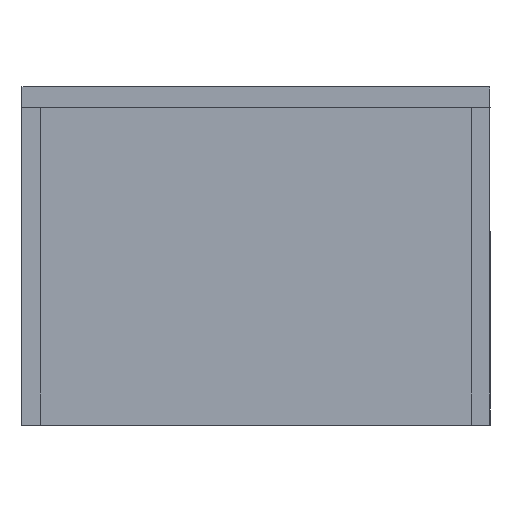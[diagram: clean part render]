
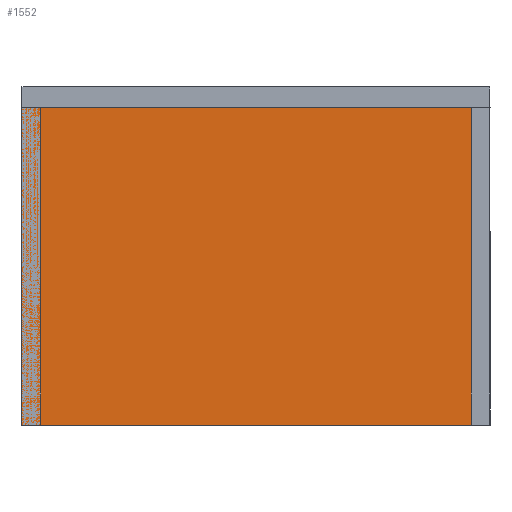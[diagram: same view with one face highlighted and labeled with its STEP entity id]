
A CAD part, left-side view. The second image highlights one B-rep face of the part: STEP entity #1552.
In plain terms, the highlighted planar face has unit normal (-1, 0, 0).
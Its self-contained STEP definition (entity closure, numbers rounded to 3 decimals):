
#179=FACE_OUTER_BOUND('',#288,.T.);
#288=EDGE_LOOP('',(#1245,#1246,#1247,#1248));
#467=LINE('',#2456,#630);
#474=LINE('',#2470,#637);
#475=LINE('',#2472,#638);
#476=LINE('',#2473,#639);
#630=VECTOR('',#1983,10.);
#637=VECTOR('',#1996,10.);
#638=VECTOR('',#1997,10.);
#639=VECTOR('',#1998,10.);
#759=VERTEX_POINT('',#2453);
#760=VERTEX_POINT('',#2455);
#764=VERTEX_POINT('',#2469);
#765=VERTEX_POINT('',#2471);
#929=EDGE_CURVE('',#759,#760,#467,.T.);
#936=EDGE_CURVE('',#764,#760,#474,.T.);
#937=EDGE_CURVE('',#759,#765,#475,.T.);
#938=EDGE_CURVE('',#765,#764,#476,.T.);
#1245=ORIENTED_EDGE('',*,*,#936,.T.);
#1246=ORIENTED_EDGE('',*,*,#929,.F.);
#1247=ORIENTED_EDGE('',*,*,#937,.T.);
#1248=ORIENTED_EDGE('',*,*,#938,.T.);
#1468=PLANE('',#1686);
#1552=ADVANCED_FACE('',(#179),#1468,.T.);
#1686=AXIS2_PLACEMENT_3D('',#2468,#1994,#1995);
#1983=DIRECTION('',(0.,0.,1.));
#1994=DIRECTION('center_axis',(-1.,0.,0.));
#1995=DIRECTION('ref_axis',(0.,-1.,0.));
#1996=DIRECTION('',(0.,1.,0.));
#1997=DIRECTION('',(0.,-1.,0.));
#1998=DIRECTION('',(0.,0.,1.));
#2453=CARTESIAN_POINT('',(-226.577,200.,0.));
#2455=CARTESIAN_POINT('',(-226.577,200.,135.655));
#2456=CARTESIAN_POINT('',(-226.577,200.,0.));
#2468=CARTESIAN_POINT('Origin',(-226.577,200.,0.));
#2469=CARTESIAN_POINT('',(-226.577,8.,135.655));
#2470=CARTESIAN_POINT('',(-226.577,0.,135.655));
#2471=CARTESIAN_POINT('',(-226.577,8.,0.));
#2472=CARTESIAN_POINT('',(-226.577,200.,0.));
#2473=CARTESIAN_POINT('',(-226.577,8.,0.));
